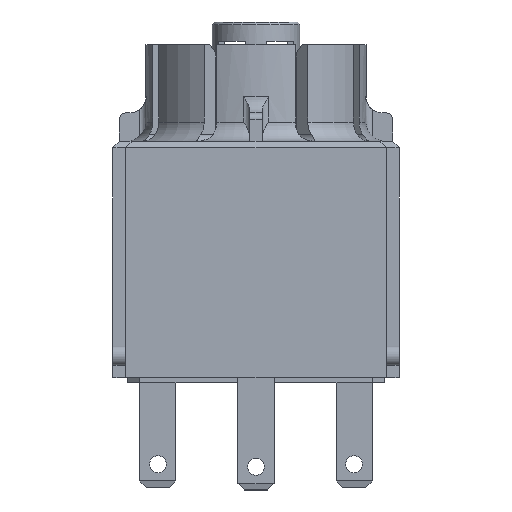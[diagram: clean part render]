
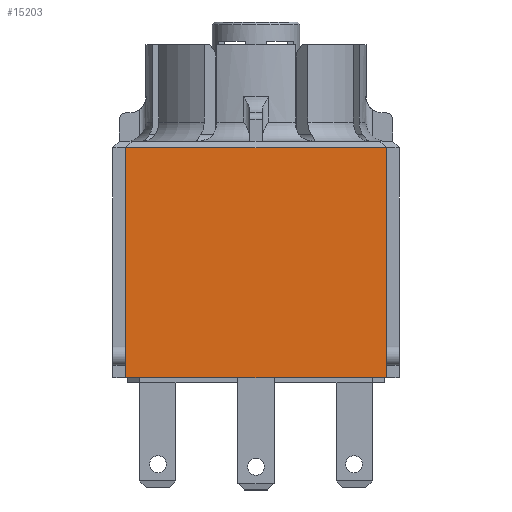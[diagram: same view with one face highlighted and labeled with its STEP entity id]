
A CAD part, front view. The second image highlights one B-rep face of the part: STEP entity #15203.
In plain terms, the highlighted planar face has unit normal (0, -1, 0).
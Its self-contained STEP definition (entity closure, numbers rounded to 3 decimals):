
#1517=FACE_OUTER_BOUND('',#2361,.T.);
#2361=EDGE_LOOP('',(#12024,#12025,#12026,#12027,#12028,#12029));
#2861=LINE('',#19705,#4428);
#3643=LINE('',#22525,#5210);
#3675=LINE('',#22596,#5242);
#3676=LINE('',#22600,#5243);
#3680=LINE('',#22638,#5247);
#3681=LINE('',#22639,#5248);
#4428=VECTOR('',#16528,10.);
#5210=VECTOR('',#18274,10.);
#5242=VECTOR('',#18346,10.);
#5243=VECTOR('',#18351,10.);
#5247=VECTOR('',#18411,10.);
#5248=VECTOR('',#18412,10.);
#5990=VERTEX_POINT('',#19702);
#5991=VERTEX_POINT('',#19704);
#6677=VERTEX_POINT('',#22517);
#6679=VERTEX_POINT('',#22523);
#6698=VERTEX_POINT('',#22595);
#6703=VERTEX_POINT('',#22624);
#7501=EDGE_CURVE('',#5991,#5990,#2861,.T.);
#8536=EDGE_CURVE('',#6679,#6677,#3643,.T.);
#8572=EDGE_CURVE('',#6698,#6677,#3675,.T.);
#8575=EDGE_CURVE('',#5990,#6698,#3676,.T.);
#8594=EDGE_CURVE('',#5991,#6703,#3680,.T.);
#8595=EDGE_CURVE('',#6703,#6679,#3681,.T.);
#12024=ORIENTED_EDGE('',*,*,#8536,.F.);
#12025=ORIENTED_EDGE('',*,*,#8595,.F.);
#12026=ORIENTED_EDGE('',*,*,#8594,.F.);
#12027=ORIENTED_EDGE('',*,*,#7501,.T.);
#12028=ORIENTED_EDGE('',*,*,#8575,.T.);
#12029=ORIENTED_EDGE('',*,*,#8572,.T.);
#14601=PLANE('',#16217);
#15203=ADVANCED_FACE('',(#1517),#14601,.T.);
#16217=AXIS2_PLACEMENT_3D('',#22730,#18529,#18530);
#16528=DIRECTION('',(1.,0.,0.));
#18274=DIRECTION('',(1.,0.,0.));
#18346=DIRECTION('',(0.,0.,1.));
#18351=DIRECTION('',(0.,0.,1.));
#18411=DIRECTION('',(0.,0.,1.));
#18412=DIRECTION('',(0.,0.,1.));
#18529=DIRECTION('center_axis',(0.,-1.,0.));
#18530=DIRECTION('ref_axis',(0.,0.,
-1.));
#19702=CARTESIAN_POINT('',(10.1,-11.1,0.4));
#19704=CARTESIAN_POINT('',(-10.1,-11.1,0.4));
#19705=CARTESIAN_POINT('',(-10.1,-11.1,0.4));
#22517=CARTESIAN_POINT('',(10.1,-11.1,18.2));
#22523=CARTESIAN_POINT('',(-10.1,-11.1,18.2));
#22525=CARTESIAN_POINT('',(0.,-11.1,18.2));
#22595=CARTESIAN_POINT('',(10.1,-11.1,2.09));
#22596=CARTESIAN_POINT('',(10.1,-11.1,0.4));
#22600=CARTESIAN_POINT('',(10.1,-11.1,0.4));
#22624=CARTESIAN_POINT('',(-10.1,-11.1,2.09));
#22638=CARTESIAN_POINT('',(-10.1,-11.1,0.4));
#22639=CARTESIAN_POINT('',(-10.1,-11.1,0.4));
#22730=CARTESIAN_POINT('Origin',(0.,-11.1,0.4));
